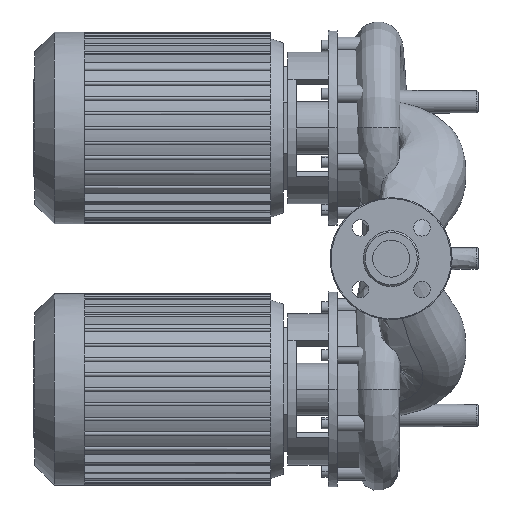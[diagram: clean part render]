
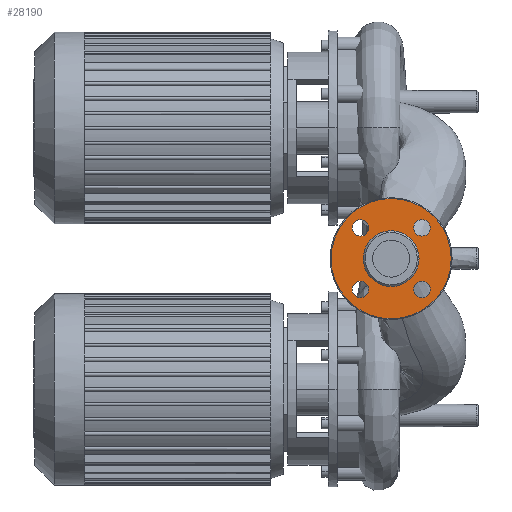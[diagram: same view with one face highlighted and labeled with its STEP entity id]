
A CAD part, left-side view. The second image highlights one B-rep face of the part: STEP entity #28190.
In plain terms, the highlighted planar face has unit normal (-1, 0, 0).
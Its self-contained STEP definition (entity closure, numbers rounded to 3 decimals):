
#27778=CARTESIAN_POINT('',(2.,0.,-69.));
#27779=VERTEX_POINT('',#27778);
#27797=CARTESIAN_POINT('',(2.,0.,69.));
#27798=VERTEX_POINT('',#27797);
#27806=CARTESIAN_POINT('',(2.,0.0,0.0));
#27807=DIRECTION('',(1.0,0.0,0.0));
#27808=DIRECTION('',(0.0,1.0,0.0));
#27809=AXIS2_PLACEMENT_3D('',#27806,#27807,#27808);
#27810=CIRCLE('',#27809,69.);
#27811=EDGE_CURVE('',#27798,#27779,#27810,.T.);
#27821=CARTESIAN_POINT('',(2.,32.,0.));
#27822=VERTEX_POINT('',#27821);
#27831=CARTESIAN_POINT('',(2.,-32.,0.));
#27832=VERTEX_POINT('',#27831);
#27833=CARTESIAN_POINT('',(2.,0.0,0.0));
#27834=DIRECTION('',(1.0,0.0,0.0));
#27835=DIRECTION('',(0.0,1.0,0.0));
#27836=AXIS2_PLACEMENT_3D('',#27833,#27834,#27835);
#27837=CIRCLE('',#27836,32.);
#27838=EDGE_CURVE('',#27832,#27822,#27837,.T.);
#27863=CARTESIAN_POINT('',(2.,35.355,25.855));
#27864=VERTEX_POINT('',#27863);
#27873=CARTESIAN_POINT('',(2.,35.355,44.855));
#27874=VERTEX_POINT('',#27873);
#27875=CARTESIAN_POINT('',(2.,35.355,35.355));
#27876=DIRECTION('',(1.0,0.0,0.0));
#27877=DIRECTION('',(0.0,0.0,-1.0));
#27878=AXIS2_PLACEMENT_3D('',#27875,#27876,#27877);
#27879=CIRCLE('',#27878,9.5);
#27880=EDGE_CURVE('',#27874,#27864,#27879,.T.);
#27905=CARTESIAN_POINT('',(2.,-25.855,35.355));
#27906=VERTEX_POINT('',#27905);
#27915=CARTESIAN_POINT('',(2.,-44.855,35.355));
#27916=VERTEX_POINT('',#27915);
#27917=CARTESIAN_POINT('',(2.,-35.355,35.355));
#27918=DIRECTION('',(1.0,0.0,0.0));
#27919=DIRECTION('',(0.0,1.0,0.0));
#27920=AXIS2_PLACEMENT_3D('',#27917,#27918,#27919);
#27921=CIRCLE('',#27920,9.5);
#27922=EDGE_CURVE('',#27916,#27906,#27921,.T.);
#27947=CARTESIAN_POINT('',(2.,-35.355,-25.855));
#27948=VERTEX_POINT('',#27947);
#27957=CARTESIAN_POINT('',(2.,-35.355,-44.855));
#27958=VERTEX_POINT('',#27957);
#27959=CARTESIAN_POINT('',(2.,-35.355,-35.355));
#27960=DIRECTION('',(1.0,0.0,0.0));
#27961=DIRECTION('',(0.0,0.0,1.0));
#27962=AXIS2_PLACEMENT_3D('',#27959,#27960,#27961);
#27963=CIRCLE('',#27962,9.5);
#27964=EDGE_CURVE('',#27958,#27948,#27963,.T.);
#27989=CARTESIAN_POINT('',(2.,25.855,-35.355));
#27990=VERTEX_POINT('',#27989);
#27999=CARTESIAN_POINT('',(2.,44.855,-35.355));
#28000=VERTEX_POINT('',#27999);
#28001=CARTESIAN_POINT('',(2.,35.355,-35.355));
#28002=DIRECTION('',(1.0,0.0,0.0));
#28003=DIRECTION('',(0.0,-1.0,0.0));
#28004=AXIS2_PLACEMENT_3D('',#28001,#28002,#28003);
#28005=CIRCLE('',#28004,9.5);
#28006=EDGE_CURVE('',#28000,#27990,#28005,.T.);
#28040=CARTESIAN_POINT('',(2.,35.355,-35.355));
#28041=DIRECTION('',(1.0,0.0,0.0));
#28042=DIRECTION('',(0.0,-1.0,0.0));
#28043=AXIS2_PLACEMENT_3D('',#28040,#28041,#28042);
#28044=CIRCLE('',#28043,9.5);
#28045=EDGE_CURVE('',#27990,#28000,#28044,.T.);
#28064=CARTESIAN_POINT('',(2.,-35.355,-35.355));
#28065=DIRECTION('',(1.0,0.0,0.0));
#28066=DIRECTION('',(0.0,0.0,1.0));
#28067=AXIS2_PLACEMENT_3D('',#28064,#28065,#28066);
#28068=CIRCLE('',#28067,9.5);
#28069=EDGE_CURVE('',#27948,#27958,#28068,.T.);
#28088=CARTESIAN_POINT('',(2.,-35.355,35.355));
#28089=DIRECTION('',(1.0,0.0,0.0));
#28090=DIRECTION('',(0.0,1.0,0.0));
#28091=AXIS2_PLACEMENT_3D('',#28088,#28089,#28090);
#28092=CIRCLE('',#28091,9.5);
#28093=EDGE_CURVE('',#27906,#27916,#28092,.T.);
#28112=CARTESIAN_POINT('',(2.,35.355,35.355));
#28113=DIRECTION('',(1.0,0.0,0.0));
#28114=DIRECTION('',(0.0,0.0,-1.0));
#28115=AXIS2_PLACEMENT_3D('',#28112,#28113,#28114);
#28116=CIRCLE('',#28115,9.5);
#28117=EDGE_CURVE('',#27864,#27874,#28116,.T.);
#28136=CARTESIAN_POINT('',(2.,0.0,0.0));
#28137=DIRECTION('',(1.0,0.0,0.0));
#28138=DIRECTION('',(0.0,1.0,0.0));
#28139=AXIS2_PLACEMENT_3D('',#28136,#28137,#28138);
#28140=CIRCLE('',#28139,32.);
#28141=EDGE_CURVE('',#27822,#27832,#28140,.T.);
#28146=CARTESIAN_POINT('',(2.,50.5,0.));
#28147=DIRECTION('',(-1.0,0.0,0.0));
#28148=DIRECTION('',(0.0,0.0,1.0));
#28149=AXIS2_PLACEMENT_3D('',#28146,#28147,#28148);
#28150=PLANE('',#28149);
#28151=CARTESIAN_POINT('',(2.,69.,0.));
#28152=VERTEX_POINT('',#28151);
#28153=CARTESIAN_POINT('',(2.,0.0,0.0));
#28154=DIRECTION('',(1.0,0.0,0.0));
#28155=DIRECTION('',(0.0,1.0,0.0));
#28156=AXIS2_PLACEMENT_3D('',#28153,#28154,#28155);
#28157=CIRCLE('',#28156,69.);
#28158=EDGE_CURVE('',#28152,#27798,#28157,.T.);
#28159=ORIENTED_EDGE('',*,*,#28158,.F.);
#28160=CARTESIAN_POINT('',(2.,0.0,0.0));
#28161=DIRECTION('',(1.0,0.0,0.0));
#28162=DIRECTION('',(0.0,1.0,0.0));
#28163=AXIS2_PLACEMENT_3D('',#28160,#28161,#28162);
#28164=CIRCLE('',#28163,69.);
#28165=EDGE_CURVE('',#27779,#28152,#28164,.T.);
#28166=ORIENTED_EDGE('',*,*,#28165,.F.);
#28167=ORIENTED_EDGE('',*,*,#27811,.F.);
#28168=EDGE_LOOP('',(#28159,#28166,#28167));
#28169=FACE_OUTER_BOUND('',#28168,.T.);
#28170=ORIENTED_EDGE('',*,*,#28006,.T.);
#28171=ORIENTED_EDGE('',*,*,#28045,.T.);
#28172=EDGE_LOOP('',(#28170,#28171));
#28173=FACE_BOUND('',#28172,.T.);
#28174=ORIENTED_EDGE('',*,*,#27964,.T.);
#28175=ORIENTED_EDGE('',*,*,#28069,.T.);
#28176=EDGE_LOOP('',(#28174,#28175));
#28177=FACE_BOUND('',#28176,.T.);
#28178=ORIENTED_EDGE('',*,*,#27922,.T.);
#28179=ORIENTED_EDGE('',*,*,#28093,.T.);
#28180=EDGE_LOOP('',(#28178,#28179));
#28181=FACE_BOUND('',#28180,.T.);
#28182=ORIENTED_EDGE('',*,*,#27880,.T.);
#28183=ORIENTED_EDGE('',*,*,#28117,.T.);
#28184=EDGE_LOOP('',(#28182,#28183));
#28185=FACE_BOUND('',#28184,.T.);
#28186=ORIENTED_EDGE('',*,*,#28141,.T.);
#28187=ORIENTED_EDGE('',*,*,#27838,.T.);
#28188=EDGE_LOOP('',(#28186,#28187));
#28189=FACE_BOUND('',#28188,.T.);
#28190=ADVANCED_FACE('',(#28169,#28173,#28177,#28181,#28185,#28189),#28150,.T.);
